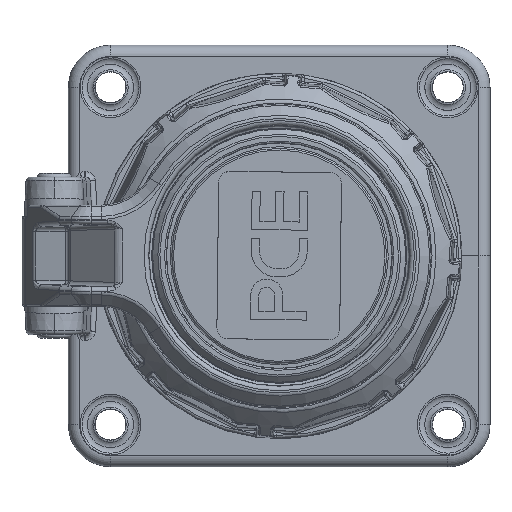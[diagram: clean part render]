
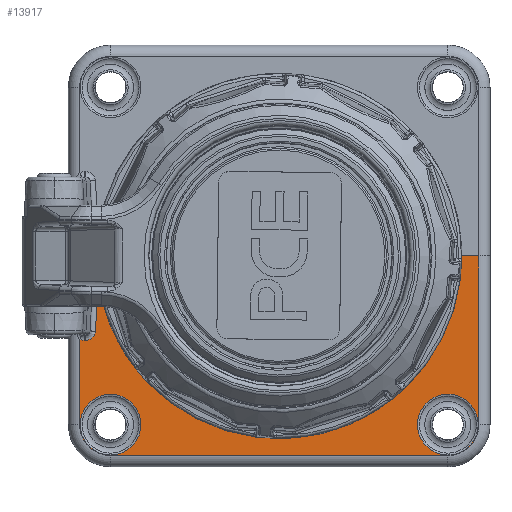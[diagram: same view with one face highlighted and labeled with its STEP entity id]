
A CAD part, top view. The second image highlights one B-rep face of the part: STEP entity #13917.
In plain terms, the highlighted planar face has unit normal (0, 0, 1).
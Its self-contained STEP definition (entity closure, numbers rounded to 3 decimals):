
#267 = EDGE_CURVE ( 'NONE', #12941, #20431, #42185, .T. ) ;
#457 = CARTESIAN_POINT ( 'NONE',  ( 33.27, -29.386, 1.675 ) ) ;
#622 = CARTESIAN_POINT ( 'NONE',  ( -31.164, -14.386, 1.675 ) ) ;
#2196 = DIRECTION ( 'NONE',  ( -1., 0., 0. ) ) ;
#2404 = VERTEX_POINT ( 'NONE', #622 ) ;
#2554 = VERTEX_POINT ( 'NONE', #9612 ) ;
#2764 = VERTEX_POINT ( 'NONE', #14138 ) ;
#3519 = VECTOR ( 'NONE', #2196, 1000. ) ;
#3933 = EDGE_CURVE ( 'NONE', #7109, #9950, #25997, .T. ) ;
#4153 = DIRECTION ( 'NONE',  ( -1., 0., 0. ) ) ;
#4292 = AXIS2_PLACEMENT_3D ( 'NONE', #457, #30128, #4669 ) ;
#4364 = DIRECTION ( 'NONE',  ( -1., 0., 0. ) ) ;
#4669 = DIRECTION ( 'NONE',  ( -1., 0., 0. ) ) ;
#4826 = LINE ( 'NONE', #10641, #3519 ) ;
#5548 = EDGE_CURVE ( 'NONE', #2554, #2404, #33739, .T. ) ;
#5630 = LINE ( 'NONE', #12656, #53614 ) ;
#5919 = DIRECTION ( 'NONE',  ( -0.054, -0.999, 0. ) ) ;
#6135 = VECTOR ( 'NONE', #35806, 1000. ) ;
#6249 = AXIS2_PLACEMENT_3D ( 'NONE', #38608, #21821, #51674 ) ;
#7109 = VERTEX_POINT ( 'NONE', #52181 ) ;
#7514 = CARTESIAN_POINT ( 'NONE',  ( -30.18, -14.386, 1.675 ) ) ;
#7800 = ORIENTED_EDGE ( 'NONE', *, *, #37228, .T. ) ;
#8993 = CARTESIAN_POINT ( 'NONE',  ( 33.27, -34.886, 1.675 ) ) ;
#9282 = EDGE_CURVE ( 'NONE', #50382, #51495, #36533, .T. ) ;
#9612 = CARTESIAN_POINT ( 'NONE',  ( -29.415, -12.775, 1.675 ) ) ;
#9616 = CARTESIAN_POINT ( 'NONE',  ( -26.73, -34.886, 1.675 ) ) ;
#9950 = VERTEX_POINT ( 'NONE', #32556 ) ;
#10409 = ORIENTED_EDGE ( 'NONE', *, *, #11885, .T. ) ;
#10569 = AXIS2_PLACEMENT_3D ( 'NONE', #43284, #17717, #47578 ) ;
#10641 = CARTESIAN_POINT ( 'NONE',  ( 3.27, -14.386, 1.675 ) ) ;
#10750 = EDGE_CURVE ( 'NONE', #13886, #12941, #46432, .T. ) ;
#10921 = FACE_OUTER_BOUND ( 'NONE', #42917, .T. ) ;
#11324 = EDGE_CURVE ( 'NONE', #2764, #2764, #14438, .T. ) ;
#11566 = ORIENTED_EDGE ( 'NONE', *, *, #50814, .T. ) ;
#11885 = EDGE_CURVE ( 'NONE', #9950, #26211, #32417, .T. ) ;
#12656 = CARTESIAN_POINT ( 'NONE',  ( 3.27, 0.614, 1.675 ) ) ;
#12716 = DIRECTION ( 'NONE',  ( 0., -1., 0. ) ) ;
#12874 = ORIENTED_EDGE ( 'NONE', *, *, #10750, .T. ) ;
#12941 = VERTEX_POINT ( 'NONE', #26314 ) ;
#13886 = VERTEX_POINT ( 'NONE', #29866 ) ;
#13917 = ADVANCED_FACE ( 'NONE', ( #32257, #43589, #10921 ), #34511, .F. ) ;
#14138 = CARTESIAN_POINT ( 'NONE',  ( -32.138, -29.386, 1.675 ) ) ;
#14437 = CARTESIAN_POINT ( 'NONE',  ( 3.27, 0.614, 1.675 ) ) ;
#14438 = CIRCLE ( 'NONE', #31114, 5.408 ) ;
#15610 = EDGE_CURVE ( 'NONE', #54737, #13886, #51400, .T. ) ;
#15902 = CARTESIAN_POINT ( 'NONE',  ( -31.705, -14.386, 1.675 ) ) ;
#17717 = DIRECTION ( 'NONE',  ( 0., 0., 1. ) ) ;
#18211 = CARTESIAN_POINT ( 'NONE',  ( -26.73, -29.386, 1.675 ) ) ;
#18714 = CIRCLE ( 'NONE', #4292, 5.5 ) ;
#18903 = LINE ( 'NONE', #44251, #51621 ) ;
#19155 = ORIENTED_EDGE ( 'NONE', *, *, #52883, .T. ) ;
#19220 = CARTESIAN_POINT ( 'NONE',  ( -31.423, -14.386, 1.675 ) ) ;
#20173 = CARTESIAN_POINT ( 'NONE',  ( -31.979, -14.321, 1.675 ) ) ;
#20431 = VERTEX_POINT ( 'NONE', #9616 ) ;
#21821 = DIRECTION ( 'NONE',  ( 0., 0., -1. ) ) ;
#21841 = CARTESIAN_POINT ( 'NONE',  ( 38.77, 30.614, 1.675 ) ) ;
#22210 = EDGE_LOOP ( 'NONE', ( #19155 ) ) ;
#22338 = EDGE_CURVE ( 'NONE', #26211, #2554, #18903, .T. ) ;
#22523 = DIRECTION ( 'NONE',  ( -1., 0., 0. ) ) ;
#23739 = VECTOR ( 'NONE', #12716, 1000. ) ;
#24266 = CARTESIAN_POINT ( 'NONE',  ( 33.27, -29.386, 1.675 ) ) ;
#24300 = CARTESIAN_POINT ( 'NONE',  ( -31.423, -14.386, 1.675 ) ) ;
#24862 = AXIS2_PLACEMENT_3D ( 'NONE', #24266, #54094, #28582 ) ;
#24885 = EDGE_LOOP ( 'NONE', ( #40266 ) ) ;
#25178 = VECTOR ( 'NONE', #39004, 1000. ) ;
#25997 = CIRCLE ( 'NONE', #33552, 25.3 ) ;
#26211 = VERTEX_POINT ( 'NONE', #48439 ) ;
#26314 = CARTESIAN_POINT ( 'NONE',  ( -32.23, -29.386, 1.675 ) ) ;
#27456 = LINE ( 'NONE', #44183, #6135 ) ;
#28190 = CARTESIAN_POINT ( 'NONE',  ( -29.466, -13.729, 1.675 ) ) ;
#28582 = DIRECTION ( 'NONE',  ( -1., 0., 0. ) ) ;
#28717 = CARTESIAN_POINT ( 'NONE',  ( -29.415, -12.775, 1.675 ) ) ;
#28840 = CIRCLE ( 'NONE', #24862, 5.408 ) ;
#29283 = VERTEX_POINT ( 'NONE', #44907 ) ;
#29603 = DIRECTION ( 'NONE',  ( 0., 0., -1. ) ) ;
#29708 = CARTESIAN_POINT ( 'NONE',  ( -32.23, -29.386, 1.675 ) ) ;
#29866 = CARTESIAN_POINT ( 'NONE',  ( -32.23, -14.195, 1.675 ) ) ;
#30128 = DIRECTION ( 'NONE',  ( 0., 0., 1. ) ) ;
#30339 = ORIENTED_EDGE ( 'NONE', *, *, #5548, .T. ) ;
#31049 = DIRECTION ( 'NONE',  ( -1., 0., 0. ) ) ;
#31102 = VECTOR ( 'NONE', #31049, 1000. ) ;
#31114 = AXIS2_PLACEMENT_3D ( 'NONE', #18211, #48076, #22523 ) ;
#32257 = FACE_BOUND ( 'NONE', #24885, .T. ) ;
#32417 = LINE ( 'NONE', #14437, #31102 ) ;
#32556 = CARTESIAN_POINT ( 'NONE',  ( -22.03, 0.614, 1.675 ) ) ;
#32668 = ORIENTED_EDGE ( 'NONE', *, *, #267, .T. ) ;
#33552 = AXIS2_PLACEMENT_3D ( 'NONE', #55146, #29603, #4153 ) ;
#33739 =( BOUNDED_CURVE ( )  B_SPLINE_CURVE ( 3, ( #28717, #28190, #7514, #37278 ),
 .UNSPECIFIED., .F., .F. ) 
 B_SPLINE_CURVE_WITH_KNOTS ( ( 4, 4 ),
 ( 3.194, 4.712 ),
 .UNSPECIFIED. ) 
 CURVE ( )  GEOMETRIC_REPRESENTATION_ITEM ( )  RATIONAL_B_SPLINE_CURVE ( ( 1., 0.817, 0.817, 1. ) ) 
 REPRESENTATION_ITEM ( '' )  );
#34511 = PLANE ( 'NONE',  #6249 ) ;
#34869 = VERTEX_POINT ( 'NONE', #8993 ) ;
#35242 = ORIENTED_EDGE ( 'NONE', *, *, #37269, .T. ) ;
#35806 = DIRECTION ( 'NONE',  ( 1., 0., 0. ) ) ;
#36533 = LINE ( 'NONE', #21841, #25178 ) ;
#36679 = ORIENTED_EDGE ( 'NONE', *, *, #15610, .T. ) ;
#37228 = EDGE_CURVE ( 'NONE', #20431, #34869, #27456, .T. ) ;
#37269 = EDGE_CURVE ( 'NONE', #2404, #54737, #4826, .T. ) ;
#37278 = CARTESIAN_POINT ( 'NONE',  ( -31.164, -14.386, 1.675 ) ) ;
#37989 = ORIENTED_EDGE ( 'NONE', *, *, #54140, .T. ) ;
#38608 = CARTESIAN_POINT ( 'NONE',  ( 3.27, 0.614, 1.675 ) ) ;
#39004 = DIRECTION ( 'NONE',  ( 0., 1., 0. ) ) ;
#40266 = ORIENTED_EDGE ( 'NONE', *, *, #11324, .T. ) ;
#42185 = CIRCLE ( 'NONE', #10569, 5.5 ) ;
#42917 = EDGE_LOOP ( 'NONE', ( #10409, #47385, #30339, #35242, #36679, #12874, #32668, #7800, #37989, #54074, #11566, #49581 ) ) ;
#43284 = CARTESIAN_POINT ( 'NONE',  ( -26.73, -29.386, 1.675 ) ) ;
#43589 = FACE_BOUND ( 'NONE', #22210, .T. ) ;
#44183 = CARTESIAN_POINT ( 'NONE',  ( 33.27, -34.886, 1.675 ) ) ;
#44251 = CARTESIAN_POINT ( 'NONE',  ( -28.598, 2.335, 1.675 ) ) ;
#44907 = CARTESIAN_POINT ( 'NONE',  ( 27.862, -29.386, 1.675 ) ) ;
#46432 = LINE ( 'NONE', #29708, #23739 ) ;
#46848 = CARTESIAN_POINT ( 'NONE',  ( 38.77, -29.386, 1.675 ) ) ;
#47385 = ORIENTED_EDGE ( 'NONE', *, *, #22338, .T. ) ;
#47578 = DIRECTION ( 'NONE',  ( -1., 0., 0. ) ) ;
#47868 = CARTESIAN_POINT ( 'NONE',  ( 38.77, 0.614, 1.675 ) ) ;
#48076 = DIRECTION ( 'NONE',  ( 0., 0., -1. ) ) ;
#48439 = CARTESIAN_POINT ( 'NONE',  ( -28.691, 0.614, 1.675 ) ) ;
#49581 = ORIENTED_EDGE ( 'NONE', *, *, #3933, .T. ) ;
#50011 = CARTESIAN_POINT ( 'NONE',  ( -32.23, -14.195, 1.675 ) ) ;
#50382 = VERTEX_POINT ( 'NONE', #46848 ) ;
#50814 = EDGE_CURVE ( 'NONE', #51495, #7109, #5630, .T. ) ;
#51400 =( BOUNDED_CURVE ( )  B_SPLINE_CURVE ( 3, ( #24300, #15902, #20173, #50011 ),
 .UNSPECIFIED., .F., .F. ) 
 B_SPLINE_CURVE_WITH_KNOTS ( ( 4, 4 ),
 ( 1.571, 2.049 ),
 .UNSPECIFIED. ) 
 CURVE ( )  GEOMETRIC_REPRESENTATION_ITEM ( )  RATIONAL_B_SPLINE_CURVE ( ( 1., 0.981, 0.981, 1. ) ) 
 REPRESENTATION_ITEM ( '' )  );
#51495 = VERTEX_POINT ( 'NONE', #47868 ) ;
#51621 = VECTOR ( 'NONE', #5919, 1000. ) ;
#51674 = DIRECTION ( 'NONE',  ( -1., 0., 0. ) ) ;
#52181 = CARTESIAN_POINT ( 'NONE',  ( 28.57, 0.614, 1.675 ) ) ;
#52883 = EDGE_CURVE ( 'NONE', #29283, #29283, #28840, .T. ) ;
#53614 = VECTOR ( 'NONE', #4364, 1000. ) ;
#54074 = ORIENTED_EDGE ( 'NONE', *, *, #9282, .T. ) ;
#54094 = DIRECTION ( 'NONE',  ( 0., 0., -1. ) ) ;
#54140 = EDGE_CURVE ( 'NONE', #34869, #50382, #18714, .T. ) ;
#54737 = VERTEX_POINT ( 'NONE', #19220 ) ;
#55146 = CARTESIAN_POINT ( 'NONE',  ( 3.27, 0.614, 1.675 ) ) ;
